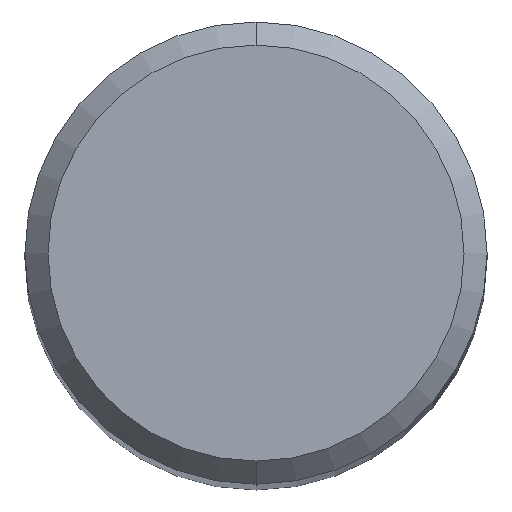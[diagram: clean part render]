
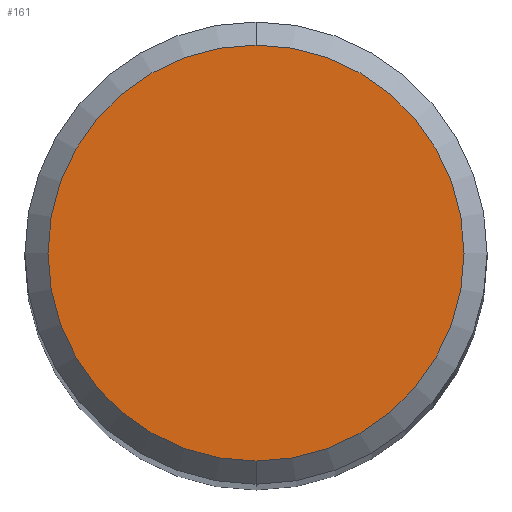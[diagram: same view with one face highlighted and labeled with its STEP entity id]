
A CAD part, top view. The second image highlights one B-rep face of the part: STEP entity #161.
In plain terms, the highlighted planar face has unit normal (0, 0, 1).
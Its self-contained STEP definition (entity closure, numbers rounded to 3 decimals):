
#161=ADVANCED_FACE('',(#354),#355,.T.);
#177=EDGE_CURVE('',#231,#237,#372,.T.);
#189=EDGE_CURVE('',#237,#231,#386,.T.);
#231=VERTEX_POINT('',#432);
#237=VERTEX_POINT('',#439);
#354=FACE_OUTER_BOUND('',#561,.T.);
#355=PLANE('',#562);
#372=CIRCLE('',#585,4.5);
#386=CIRCLE('',#603,4.5);
#432=CARTESIAN_POINT('',(0.,-4.5,0.0));
#439=CARTESIAN_POINT('',(0.0,4.5,0.0));
#561=EDGE_LOOP('',(#816,#817));
#562=AXIS2_PLACEMENT_3D('',#818,#819,#820);
#585=AXIS2_PLACEMENT_3D('',#839,#840,#841);
#603=AXIS2_PLACEMENT_3D('',#862,#863,#864);
#816=ORIENTED_EDGE('',*,*,#189,.F.);
#817=ORIENTED_EDGE('',*,*,#177,.F.);
#818=CARTESIAN_POINT('',(0.0,2.25,0.0));
#819=DIRECTION('',(-0.0,0.0,1.0));
#820=DIRECTION('',(0.0,-1.0,0.0));
#839=CARTESIAN_POINT('',(0.0,0.0,0.0));
#840=DIRECTION('',(0.0,0.0,-1.0));
#841=DIRECTION('',(0.0,1.0,0.0));
#862=CARTESIAN_POINT('',(0.0,0.0,0.0));
#863=DIRECTION('',(0.0,0.0,-1.0));
#864=DIRECTION('',(0.0,1.0,0.0));
